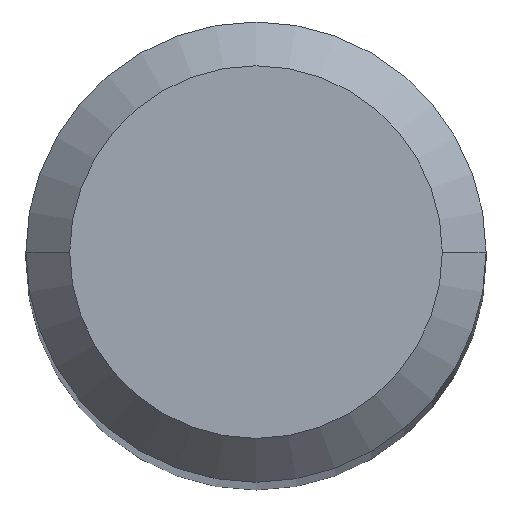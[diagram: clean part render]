
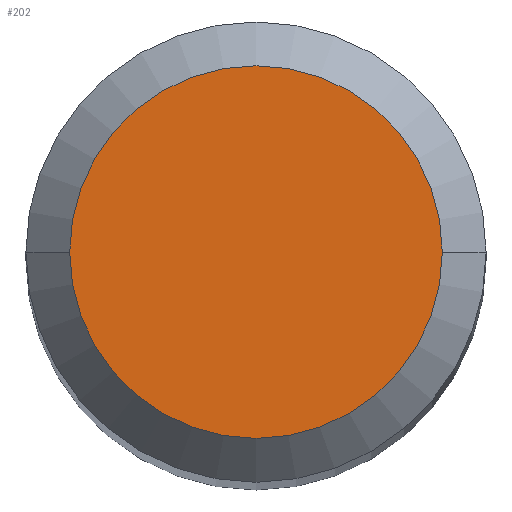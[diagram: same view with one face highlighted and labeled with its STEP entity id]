
A CAD part, top view. The second image highlights one B-rep face of the part: STEP entity #202.
In plain terms, the highlighted planar face has unit normal (0, 0, 1).
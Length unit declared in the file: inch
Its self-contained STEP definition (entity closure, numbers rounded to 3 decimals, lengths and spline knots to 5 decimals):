
#21 = FACE_OUTER_BOUND ( 'NONE', #60, .T. ) ;
#60 = EDGE_LOOP ( 'NONE', ( #266, #292 ) ) ;
#72 = DIRECTION ( 'NONE',  ( 0., 0., 1. ) ) ;
#93 = EDGE_CURVE ( 'NONE', #193, #294, #131, .T. ) ;
#99 = DIRECTION ( 'NONE',  ( 1., 0., 0. ) ) ;
#118 = DIRECTION ( 'NONE',  ( 1., 0., 0. ) ) ;
#129 = CARTESIAN_POINT ( 'NONE',  ( 0., 0., 1.9685 ) ) ;
#131 = CIRCLE ( 'NONE', #269, 0.06374 ) ;
#157 = PLANE ( 'NONE',  #291 ) ;
#184 = AXIS2_PLACEMENT_3D ( 'NONE', #129, #295, #99 ) ;
#193 = VERTEX_POINT ( 'NONE', #194 ) ;
#194 = CARTESIAN_POINT ( 'NONE',  ( 0.06374, 0., 1.9685 ) ) ;
#202 = ADVANCED_FACE ( 'NONE', ( #21 ), #157, .T. ) ;
#205 = CARTESIAN_POINT ( 'NONE',  ( 0., 0., 1.9685 ) ) ;
#214 = DIRECTION ( 'NONE',  ( 1., 0., 0. ) ) ;
#240 = EDGE_CURVE ( 'NONE', #294, #193, #313, .T. ) ;
#254 = DIRECTION ( 'NONE',  ( 0., 0., 1. ) ) ;
#266 = ORIENTED_EDGE ( 'NONE', *, *, #240, .T. ) ;
#269 = AXIS2_PLACEMENT_3D ( 'NONE', #205, #72, #214 ) ;
#289 = CARTESIAN_POINT ( 'NONE',  ( 0., 0., 1.9685 ) ) ;
#291 = AXIS2_PLACEMENT_3D ( 'NONE', #289, #254, #118 ) ;
#292 = ORIENTED_EDGE ( 'NONE', *, *, #93, .T. ) ;
#294 = VERTEX_POINT ( 'NONE', #299 ) ;
#295 = DIRECTION ( 'NONE',  ( 0., 0., 1. ) ) ;
#299 = CARTESIAN_POINT ( 'NONE',  ( -0.06374, 0., 1.9685 ) ) ;
#313 = CIRCLE ( 'NONE', #184, 0.06374 ) ;
